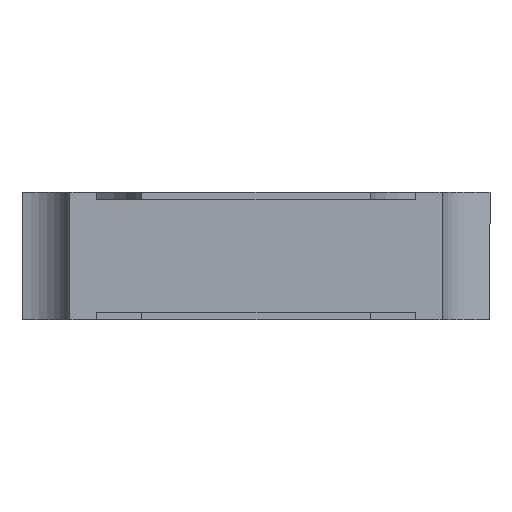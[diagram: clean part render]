
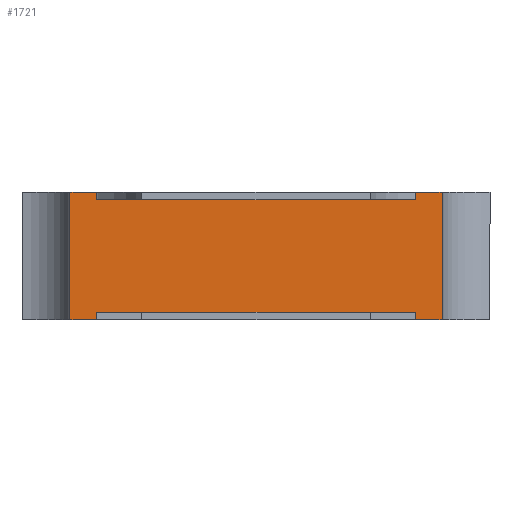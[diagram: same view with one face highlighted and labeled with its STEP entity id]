
A CAD part, front view. The second image highlights one B-rep face of the part: STEP entity #1721.
In plain terms, the highlighted planar face has unit normal (0, -1, 0).
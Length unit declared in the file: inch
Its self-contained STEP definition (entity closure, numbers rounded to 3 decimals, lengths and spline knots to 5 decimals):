
#7 = CARTESIAN_POINT ( 'NONE',  ( 0.0425, -0.05, 0.002 ) ) ;
#32 = DIRECTION ( 'NONE',  ( 1., 0., 0. ) ) ;
#62 = ORIENTED_EDGE ( 'NONE', *, *, #210, .F. ) ;
#100 = VERTEX_POINT ( 'NONE', #991 ) ;
#104 = DIRECTION ( 'NONE',  ( 0., 0., 1. ) ) ;
#120 = ORIENTED_EDGE ( 'NONE', *, *, #1285, .F. ) ;
#163 = VECTOR ( 'NONE', #207, 39.37008 ) ;
#207 = DIRECTION ( 'NONE',  ( -1., 0., 0. ) ) ;
#210 = EDGE_CURVE ( 'NONE', #627, #1667, #1269, .T. ) ;
#243 = ORIENTED_EDGE ( 'NONE', *, *, #386, .F. ) ;
#251 = VECTOR ( 'NONE', #930, 39.37008 ) ;
#254 = VERTEX_POINT ( 'NONE', #1856 ) ;
#289 = DIRECTION ( 'NONE',  ( 0., 0., 1. ) ) ;
#303 = DIRECTION ( 'NONE',  ( 0., 0., -1. ) ) ;
#328 = CARTESIAN_POINT ( 'NONE',  ( 0.0497, -0.05, 0.002 ) ) ;
#331 = VERTEX_POINT ( 'NONE', #370 ) ;
#359 = CARTESIAN_POINT ( 'NONE',  ( -0.065, -0.05, 0.032 ) ) ;
#370 = CARTESIAN_POINT ( 'NONE',  ( 0.0425, -0.05, 0.002 ) ) ;
#386 = EDGE_CURVE ( 'NONE', #868, #1541, #2282, .T. ) ;
#390 = ORIENTED_EDGE ( 'NONE', *, *, #1290, .T. ) ;
#392 = LINE ( 'NONE', #359, #163 ) ;
#417 = EDGE_CURVE ( 'NONE', #868, #968, #392, .T. ) ;
#438 = LINE ( 'NONE', #979, #2127 ) ;
#464 = CARTESIAN_POINT ( 'NONE',  ( -0.0425, -0.05, 0.032 ) ) ;
#466 = EDGE_CURVE ( 'NONE', #968, #2266, #1386, .T. ) ;
#469 = CARTESIAN_POINT ( 'NONE',  ( -0.0425, -0.05, 0.032 ) ) ;
#486 = EDGE_CURVE ( 'NONE', #2266, #254, #2335, .T. ) ;
#559 = VECTOR ( 'NONE', #32, 39.37008 ) ;
#627 = VERTEX_POINT ( 'NONE', #706 ) ;
#651 = FACE_OUTER_BOUND ( 'NONE', #2175, .T. ) ;
#667 = ORIENTED_EDGE ( 'NONE', *, *, #2148, .T. ) ;
#706 = CARTESIAN_POINT ( 'NONE',  ( 0.0497, -0.05, 0.034 ) ) ;
#712 = VECTOR ( 'NONE', #1569, 39.37008 ) ;
#743 = LINE ( 'NONE', #7, #251 ) ;
#775 = DIRECTION ( 'NONE',  ( 0., 0., 1. ) ) ;
#790 = VECTOR ( 'NONE', #1675, 39.37008 ) ;
#806 = CARTESIAN_POINT ( 'NONE',  ( 0.0497, -0.05, 0.002 ) ) ;
#809 = VECTOR ( 'NONE', #2325, 39.37008 ) ;
#819 = LINE ( 'NONE', #2435, #790 ) ;
#823 = DIRECTION ( 'NONE',  ( 0., 0., -1. ) ) ;
#860 = CARTESIAN_POINT ( 'NONE',  ( -0.065, -0.05, 0.034 ) ) ;
#861 = ORIENTED_EDGE ( 'NONE', *, *, #466, .T. ) ;
#868 = VERTEX_POINT ( 'NONE', #993 ) ;
#880 = AXIS2_PLACEMENT_3D ( 'NONE', #806, #2145, #104 ) ;
#930 = DIRECTION ( 'NONE',  ( 1., 0., 0. ) ) ;
#947 = EDGE_CURVE ( 'NONE', #100, #1047, #438, .T. ) ;
#957 = LINE ( 'NONE', #1529, #559 ) ;
#962 = ORIENTED_EDGE ( 'NONE', *, *, #417, .T. ) ;
#968 = VERTEX_POINT ( 'NONE', #464 ) ;
#979 = CARTESIAN_POINT ( 'NONE',  ( 0.0497, -0.05, 0. ) ) ;
#991 = CARTESIAN_POINT ( 'NONE',  ( -0.0497, -0.05, 0. ) ) ;
#993 = CARTESIAN_POINT ( 'NONE',  ( 0.0425, -0.05, 0.032 ) ) ;
#1047 = VERTEX_POINT ( 'NONE', #1924 ) ;
#1132 = EDGE_CURVE ( 'NONE', #331, #1584, #819, .T. ) ;
#1144 = VECTOR ( 'NONE', #303, 39.37008 ) ;
#1161 = VERTEX_POINT ( 'NONE', #1339 ) ;
#1198 = DIRECTION ( 'NONE',  ( 1., 0., 0. ) ) ;
#1268 = ORIENTED_EDGE ( 'NONE', *, *, #1132, .T. ) ;
#1269 = LINE ( 'NONE', #328, #1144 ) ;
#1285 = EDGE_CURVE ( 'NONE', #1161, #1047, #1583, .T. ) ;
#1290 = EDGE_CURVE ( 'NONE', #254, #100, #2346, .T. ) ;
#1323 = CARTESIAN_POINT ( 'NONE',  ( 0.0497, -0.05, 0. ) ) ;
#1339 = CARTESIAN_POINT ( 'NONE',  ( -0.0425, -0.05, 0.002 ) ) ;
#1386 = LINE ( 'NONE', #469, #1781 ) ;
#1529 = CARTESIAN_POINT ( 'NONE',  ( 0.0497, -0.05, 0. ) ) ;
#1541 = VERTEX_POINT ( 'NONE', #2073 ) ;
#1569 = DIRECTION ( 'NONE',  ( -1., 0., 0. ) ) ;
#1583 = LINE ( 'NONE', #1822, #2129 ) ;
#1584 = VERTEX_POINT ( 'NONE', #2268 ) ;
#1592 = EDGE_CURVE ( 'NONE', #1584, #1667, #957, .T. ) ;
#1606 = LINE ( 'NONE', #860, #809 ) ;
#1644 = CARTESIAN_POINT ( 'NONE',  ( -0.0425, -0.05, 0.034 ) ) ;
#1667 = VERTEX_POINT ( 'NONE', #1323 ) ;
#1675 = DIRECTION ( 'NONE',  ( 0., 0., -1. ) ) ;
#1678 = ORIENTED_EDGE ( 'NONE', *, *, #947, .T. ) ;
#1685 = CARTESIAN_POINT ( 'NONE',  ( 0.0425, -0.05, 0.032 ) ) ;
#1700 = ORIENTED_EDGE ( 'NONE', *, *, #2378, .T. ) ;
#1721 = ADVANCED_FACE ( 'NONE', ( #651 ), #2312, .F. ) ;
#1769 = CARTESIAN_POINT ( 'NONE',  ( -0.0497, -0.05, 0.002 ) ) ;
#1781 = VECTOR ( 'NONE', #289, 39.37008 ) ;
#1822 = CARTESIAN_POINT ( 'NONE',  ( -0.0425, -0.05, 0.002 ) ) ;
#1856 = CARTESIAN_POINT ( 'NONE',  ( -0.0497, -0.05, 0.034 ) ) ;
#1924 = CARTESIAN_POINT ( 'NONE',  ( -0.0425, -0.05, 0. ) ) ;
#2073 = CARTESIAN_POINT ( 'NONE',  ( 0.0425, -0.05, 0.034 ) ) ;
#2127 = VECTOR ( 'NONE', #1198, 39.37008 ) ;
#2129 = VECTOR ( 'NONE', #2315, 39.37008 ) ;
#2145 = DIRECTION ( 'NONE',  ( 0., 1., 0. ) ) ;
#2148 = EDGE_CURVE ( 'NONE', #627, #1541, #1606, .T. ) ;
#2151 = CARTESIAN_POINT ( 'NONE',  ( -0.065, -0.05, 0.034 ) ) ;
#2175 = EDGE_LOOP ( 'NONE', ( #243, #962, #861, #2331, #390, #1678, #120, #1700, #1268, #2232, #62, #667 ) ) ;
#2232 = ORIENTED_EDGE ( 'NONE', *, *, #1592, .T. ) ;
#2252 = VECTOR ( 'NONE', #823, 39.37008 ) ;
#2266 = VERTEX_POINT ( 'NONE', #1644 ) ;
#2268 = CARTESIAN_POINT ( 'NONE',  ( 0.0425, -0.05, 0. ) ) ;
#2282 = LINE ( 'NONE', #1685, #2406 ) ;
#2312 = PLANE ( 'NONE',  #880 ) ;
#2315 = DIRECTION ( 'NONE',  ( 0., 0., -1. ) ) ;
#2325 = DIRECTION ( 'NONE',  ( -1., 0., 0. ) ) ;
#2331 = ORIENTED_EDGE ( 'NONE', *, *, #486, .T. ) ;
#2335 = LINE ( 'NONE', #2151, #712 ) ;
#2346 = LINE ( 'NONE', #1769, #2252 ) ;
#2378 = EDGE_CURVE ( 'NONE', #1161, #331, #743, .T. ) ;
#2406 = VECTOR ( 'NONE', #775, 39.37008 ) ;
#2435 = CARTESIAN_POINT ( 'NONE',  ( 0.0425, -0.05, 0.002 ) ) ;
